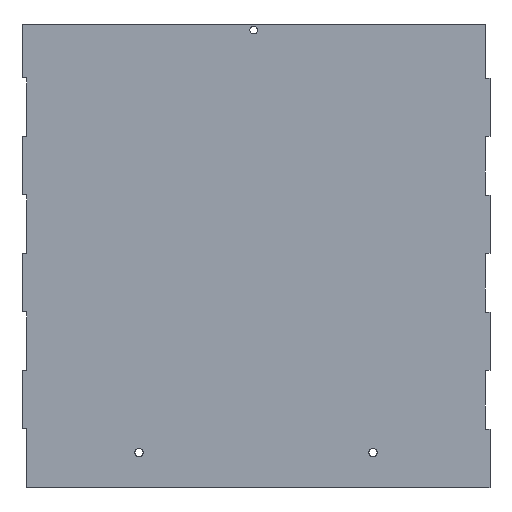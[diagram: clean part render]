
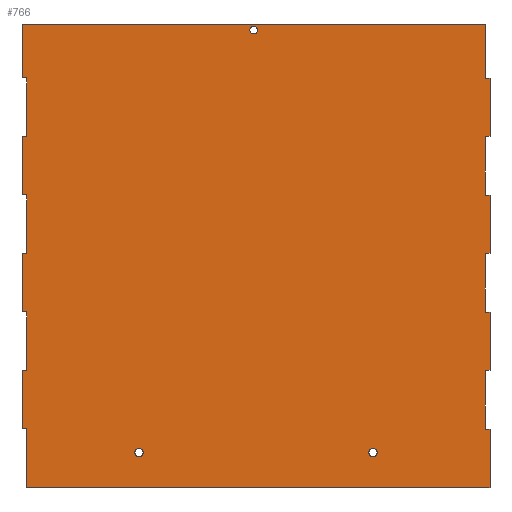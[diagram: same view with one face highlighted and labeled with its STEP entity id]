
A CAD part, top view. The second image highlights one B-rep face of the part: STEP entity #766.
In plain terms, the highlighted planar face has unit normal (0, 0, 1).
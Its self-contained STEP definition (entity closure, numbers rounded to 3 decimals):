
#24=FACE_BOUND('',#110,.T.);
#25=FACE_BOUND('',#111,.T.);
#26=FACE_BOUND('',#112,.T.);
#30=CIRCLE('',#822,1.6);
#31=CIRCLE('',#825,1.75);
#32=CIRCLE('',#827,1.75);
#69=FACE_OUTER_BOUND('',#109,.T.);
#109=EDGE_LOOP('',(#661,#662,#663,#664,#665,#666,#667,#668,#669,#670,#671,
#672,#673,#674,#675,#676,#677,#678,#679,#680,#681,#682,#683,#684,#685,#686,
#687,#688,#689,#690,#691,#692));
#110=EDGE_LOOP('',(#693));
#111=EDGE_LOOP('',(#694));
#112=EDGE_LOOP('',(#695));
#115=LINE('',#1028,#214);
#119=LINE('',#1035,#218);
#122=LINE('',#1041,#221);
#125=LINE('',#1049,#224);
#129=LINE('',#1056,#228);
#132=LINE('',#1062,#231);
#135=LINE('',#1070,#234);
#139=LINE('',#1077,#238);
#142=LINE('',#1083,#241);
#145=LINE('',#1091,#244);
#149=LINE('',#1098,#248);
#152=LINE('',#1104,#251);
#155=LINE('',#1112,#254);
#159=LINE('',#1119,#258);
#162=LINE('',#1125,#261);
#165=LINE('',#1133,#264);
#169=LINE('',#1140,#268);
#172=LINE('',#1146,#271);
#175=LINE('',#1154,#274);
#179=LINE('',#1161,#278);
#182=LINE('',#1169,#281);
#186=LINE('',#1176,#285);
#188=LINE('',#1179,#287);
#190=LINE('',#1182,#289);
#192=LINE('',#1185,#291);
#195=LINE('',#1191,#294);
#197=LINE('',#1194,#296);
#205=LINE('',#1215,#304);
#208=LINE('',#1225,#307);
#209=LINE('',#1227,#308);
#210=LINE('',#1229,#309);
#211=LINE('',#1231,#310);
#214=VECTOR('',#839,10.);
#218=VECTOR('',#845,10.);
#221=VECTOR('',#850,10.);
#224=VECTOR('',#855,10.);
#228=VECTOR('',#861,10.);
#231=VECTOR('',#866,10.);
#234=VECTOR('',#871,10.);
#238=VECTOR('',#877,10.);
#241=VECTOR('',#882,10.);
#244=VECTOR('',#887,10.);
#248=VECTOR('',#893,10.);
#251=VECTOR('',#898,10.);
#254=VECTOR('',#903,10.);
#258=VECTOR('',#909,10.);
#261=VECTOR('',#914,10.);
#264=VECTOR('',#919,10.);
#268=VECTOR('',#925,10.);
#271=VECTOR('',#930,10.);
#274=VECTOR('',#935,10.);
#278=VECTOR('',#941,10.);
#281=VECTOR('',#946,10.);
#285=VECTOR('',#952,10.);
#287=VECTOR('',#956,10.);
#289=VECTOR('',#960,10.);
#291=VECTOR('',#964,10.);
#294=VECTOR('',#969,10.);
#296=VECTOR('',#973,10.);
#304=VECTOR('',#995,10.);
#307=VECTOR('',#1008,10.);
#308=VECTOR('',#1011,10.);
#309=VECTOR('',#1014,10.);
#310=VECTOR('',#1017,10.);
#313=VERTEX_POINT('',#1025);
#314=VERTEX_POINT('',#1027);
#316=VERTEX_POINT('',#1033);
#318=VERTEX_POINT('',#1039);
#321=VERTEX_POINT('',#1046);
#322=VERTEX_POINT('',#1048);
#324=VERTEX_POINT('',#1054);
#326=VERTEX_POINT('',#1060);
#329=VERTEX_POINT('',#1067);
#330=VERTEX_POINT('',#1069);
#332=VERTEX_POINT('',#1075);
#334=VERTEX_POINT('',#1081);
#337=VERTEX_POINT('',#1088);
#338=VERTEX_POINT('',#1090);
#340=VERTEX_POINT('',#1096);
#342=VERTEX_POINT('',#1102);
#345=VERTEX_POINT('',#1109);
#346=VERTEX_POINT('',#1111);
#348=VERTEX_POINT('',#1117);
#350=VERTEX_POINT('',#1123);
#353=VERTEX_POINT('',#1130);
#354=VERTEX_POINT('',#1132);
#356=VERTEX_POINT('',#1138);
#358=VERTEX_POINT('',#1144);
#361=VERTEX_POINT('',#1151);
#362=VERTEX_POINT('',#1153);
#364=VERTEX_POINT('',#1159);
#367=VERTEX_POINT('',#1166);
#368=VERTEX_POINT('',#1168);
#370=VERTEX_POINT('',#1174);
#372=VERTEX_POINT('',#1189);
#377=VERTEX_POINT('',#1209);
#378=VERTEX_POINT('',#1213);
#379=VERTEX_POINT('',#1217);
#380=VERTEX_POINT('',#1221);
#383=EDGE_CURVE('',#314,#313,#115,.T.);
#387=EDGE_CURVE('',#313,#316,#119,.T.);
#390=EDGE_CURVE('',#316,#318,#122,.T.);
#393=EDGE_CURVE('',#322,#321,#125,.T.);
#397=EDGE_CURVE('',#321,#324,#129,.T.);
#400=EDGE_CURVE('',#324,#326,#132,.T.);
#403=EDGE_CURVE('',#330,#329,#135,.T.);
#407=EDGE_CURVE('',#329,#332,#139,.T.);
#410=EDGE_CURVE('',#332,#334,#142,.T.);
#413=EDGE_CURVE('',#338,#337,#145,.T.);
#417=EDGE_CURVE('',#337,#340,#149,.T.);
#420=EDGE_CURVE('',#340,#342,#152,.T.);
#423=EDGE_CURVE('',#346,#345,#155,.T.);
#427=EDGE_CURVE('',#345,#348,#159,.T.);
#430=EDGE_CURVE('',#348,#350,#162,.T.);
#433=EDGE_CURVE('',#354,#353,#165,.T.);
#437=EDGE_CURVE('',#353,#356,#169,.T.);
#440=EDGE_CURVE('',#356,#358,#172,.T.);
#443=EDGE_CURVE('',#362,#361,#175,.T.);
#447=EDGE_CURVE('',#361,#364,#179,.T.);
#450=EDGE_CURVE('',#368,#367,#182,.T.);
#454=EDGE_CURVE('',#367,#370,#186,.T.);
#456=EDGE_CURVE('',#326,#330,#188,.T.);
#458=EDGE_CURVE('',#318,#338,#190,.T.);
#460=EDGE_CURVE('',#334,#362,#192,.T.);
#463=EDGE_CURVE('',#370,#372,#195,.T.);
#465=EDGE_CURVE('',#342,#368,#197,.T.);
#475=EDGE_CURVE('',#377,#377,#30,.T.);
#477=EDGE_CURVE('',#364,#378,#205,.T.);
#478=EDGE_CURVE('',#379,#379,#31,.T.);
#480=EDGE_CURVE('',#380,#380,#32,.T.);
#482=EDGE_CURVE('',#372,#354,#208,.T.);
#483=EDGE_CURVE('',#358,#322,#209,.T.);
#484=EDGE_CURVE('',#378,#346,#210,.T.);
#485=EDGE_CURVE('',#350,#314,#211,.T.);
#661=ORIENTED_EDGE('',*,*,#390,.T.);
#662=ORIENTED_EDGE('',*,*,#458,.T.);
#663=ORIENTED_EDGE('',*,*,#413,.T.);
#664=ORIENTED_EDGE('',*,*,#417,.T.);
#665=ORIENTED_EDGE('',*,*,#420,.T.);
#666=ORIENTED_EDGE('',*,*,#465,.T.);
#667=ORIENTED_EDGE('',*,*,#450,.T.);
#668=ORIENTED_EDGE('',*,*,#454,.T.);
#669=ORIENTED_EDGE('',*,*,#463,.T.);
#670=ORIENTED_EDGE('',*,*,#482,.T.);
#671=ORIENTED_EDGE('',*,*,#433,.T.);
#672=ORIENTED_EDGE('',*,*,#437,.T.);
#673=ORIENTED_EDGE('',*,*,#440,.T.);
#674=ORIENTED_EDGE('',*,*,#483,.T.);
#675=ORIENTED_EDGE('',*,*,#393,.T.);
#676=ORIENTED_EDGE('',*,*,#397,.T.);
#677=ORIENTED_EDGE('',*,*,#400,.T.);
#678=ORIENTED_EDGE('',*,*,#456,.T.);
#679=ORIENTED_EDGE('',*,*,#403,.T.);
#680=ORIENTED_EDGE('',*,*,#407,.T.);
#681=ORIENTED_EDGE('',*,*,#410,.T.);
#682=ORIENTED_EDGE('',*,*,#460,.T.);
#683=ORIENTED_EDGE('',*,*,#443,.T.);
#684=ORIENTED_EDGE('',*,*,#447,.T.);
#685=ORIENTED_EDGE('',*,*,#477,.T.);
#686=ORIENTED_EDGE('',*,*,#484,.T.);
#687=ORIENTED_EDGE('',*,*,#423,.T.);
#688=ORIENTED_EDGE('',*,*,#427,.T.);
#689=ORIENTED_EDGE('',*,*,#430,.T.);
#690=ORIENTED_EDGE('',*,*,#485,.T.);
#691=ORIENTED_EDGE('',*,*,#383,.T.);
#692=ORIENTED_EDGE('',*,*,#387,.T.);
#693=ORIENTED_EDGE('',*,*,#475,.T.);
#694=ORIENTED_EDGE('',*,*,#478,.T.);
#695=ORIENTED_EDGE('',*,*,#480,.T.);
#729=PLANE('',#832);
#766=ADVANCED_FACE('',(#69,#24,#25,#26),#729,.T.);
#822=AXIS2_PLACEMENT_3D('',#1211,#990,#991);
#825=AXIS2_PLACEMENT_3D('',#1218,#998,#999);
#827=AXIS2_PLACEMENT_3D('',#1222,#1003,#1004);
#832=AXIS2_PLACEMENT_3D('',#1232,#1018,#1019);
#839=DIRECTION('',(1.,0.,0.));
#845=DIRECTION('',(0.,-1.,0.));
#850=DIRECTION('',(-1.,0.,0.));
#855=DIRECTION('',(-1.,0.,0.));
#861=DIRECTION('',(0.,1.,0.));
#866=DIRECTION('',(1.,0.,0.));
#871=DIRECTION('',(-1.,0.,0.));
#877=DIRECTION('',(0.,1.,0.));
#882=DIRECTION('',(1.,0.,0.));
#887=DIRECTION('',(1.,0.,0.));
#893=DIRECTION('',(0.,-1.,0.));
#898=DIRECTION('',(-1.,0.,0.));
#903=DIRECTION('',(1.,0.,0.));
#909=DIRECTION('',(0.,-1.,0.));
#914=DIRECTION('',(-1.,0.,0.));
#919=DIRECTION('',(-1.,0.,0.));
#925=DIRECTION('',(0.,1.,0.));
#930=DIRECTION('',(1.,0.,0.));
#935=DIRECTION('',(-1.,0.,0.));
#941=DIRECTION('',(0.,1.,0.));
#946=DIRECTION('',(1.,0.,0.));
#952=DIRECTION('',(0.,-1.,0.));
#956=DIRECTION('',(0.,1.,0.));
#960=DIRECTION('',(0.,-1.,0.));
#964=DIRECTION('',(0.,1.,0.));
#969=DIRECTION('',(1.,0.,0.));
#973=DIRECTION('',(0.,-1.,0.));
#990=DIRECTION('center_axis',(0.,0.,-1.));
#991=DIRECTION('ref_axis',(-1.,0.,0.));
#995=DIRECTION('',(-1.,0.,0.));
#998=DIRECTION('center_axis',(0.,0.,-1.));
#999=DIRECTION('ref_axis',(1.,0.,0.));
#1003=DIRECTION('center_axis',(0.,0.,-1.));
#1004=DIRECTION('ref_axis',(1.,0.,0.));
#1008=DIRECTION('',(0.,1.,0.));
#1011=DIRECTION('',(0.,1.,0.));
#1014=DIRECTION('',(0.,-1.,0.));
#1017=DIRECTION('',(0.,-1.,0.));
#1018=DIRECTION('center_axis',(0.,0.,1.));
#1019=DIRECTION('ref_axis',(1.,0.,0.));
#1025=CARTESIAN_POINT('',(2.1,125.1,0.));
#1027=CARTESIAN_POINT('',(0.,125.1,0.));
#1028=CARTESIAN_POINT('',(51.05,125.1,0.));
#1033=CARTESIAN_POINT('',(2.1,99.9,0.));
#1035=CARTESIAN_POINT('',(2.1,99.95,0.));
#1039=CARTESIAN_POINT('',(0.,99.9,0.));
#1041=CARTESIAN_POINT('',(50.,99.9,0.));
#1046=CARTESIAN_POINT('',(197.9,74.9,0.));
#1048=CARTESIAN_POINT('',(200.,74.9,0.));
#1049=CARTESIAN_POINT('',(148.95,74.9,0.));
#1054=CARTESIAN_POINT('',(197.9,100.1,0.));
#1056=CARTESIAN_POINT('',(197.9,100.05,0.));
#1060=CARTESIAN_POINT('',(200.,100.1,0.));
#1062=CARTESIAN_POINT('',(150.,100.1,0.));
#1067=CARTESIAN_POINT('',(197.9,124.9,0.));
#1069=CARTESIAN_POINT('',(200.,124.9,0.));
#1070=CARTESIAN_POINT('',(148.95,124.9,0.));
#1075=CARTESIAN_POINT('',(197.9,150.1,0.));
#1077=CARTESIAN_POINT('',(197.9,125.05,0.));
#1081=CARTESIAN_POINT('',(200.,150.1,0.));
#1083=CARTESIAN_POINT('',(150.,150.1,0.));
#1088=CARTESIAN_POINT('',(2.1,75.1,0.));
#1090=CARTESIAN_POINT('',(0.,75.1,0.));
#1091=CARTESIAN_POINT('',(51.05,75.1,0.));
#1096=CARTESIAN_POINT('',(2.1,49.9,0.));
#1098=CARTESIAN_POINT('',(2.1,74.95,0.));
#1102=CARTESIAN_POINT('',(0.,49.9,0.));
#1104=CARTESIAN_POINT('',(50.,49.9,0.));
#1109=CARTESIAN_POINT('',(2.1,175.1,0.));
#1111=CARTESIAN_POINT('',(0.,175.1,0.));
#1112=CARTESIAN_POINT('',(51.05,175.1,0.));
#1117=CARTESIAN_POINT('',(2.1,149.9,0.));
#1119=CARTESIAN_POINT('',(2.1,124.95,0.));
#1123=CARTESIAN_POINT('',(0.,149.9,0.));
#1125=CARTESIAN_POINT('',(50.,149.9,0.));
#1130=CARTESIAN_POINT('',(197.9,24.9,0.));
#1132=CARTESIAN_POINT('',(200.,24.9,0.));
#1133=CARTESIAN_POINT('',(148.95,24.9,0.));
#1138=CARTESIAN_POINT('',(197.9,50.1,0.));
#1140=CARTESIAN_POINT('',(197.9,75.05,0.));
#1144=CARTESIAN_POINT('',(200.,50.1,0.));
#1146=CARTESIAN_POINT('',(150.,50.1,0.));
#1151=CARTESIAN_POINT('',(197.9,174.9,0.));
#1153=CARTESIAN_POINT('',(200.,174.9,0.));
#1154=CARTESIAN_POINT('',(148.95,174.9,0.));
#1159=CARTESIAN_POINT('',(197.9,198.,0.));
#1161=CARTESIAN_POINT('',(197.9,149.,0.));
#1166=CARTESIAN_POINT('',(2.1,25.1,0.));
#1168=CARTESIAN_POINT('',(0.,25.1,0.));
#1169=CARTESIAN_POINT('',(51.05,25.1,0.));
#1174=CARTESIAN_POINT('',(2.1,0.,0.));
#1176=CARTESIAN_POINT('',(2.1,50.,0.));
#1179=CARTESIAN_POINT('',(200.,100.,0.));
#1182=CARTESIAN_POINT('',(0.,100.,0.));
#1185=CARTESIAN_POINT('',(200.,150.,0.));
#1189=CARTESIAN_POINT('',(200.,0.,0.));
#1191=CARTESIAN_POINT('',(0.,0.,0.));
#1194=CARTESIAN_POINT('',(0.,50.,0.));
#1209=CARTESIAN_POINT('',(100.6,195.5,0.));
#1211=CARTESIAN_POINT('Origin',(99.,195.5,0.));
#1213=CARTESIAN_POINT('',(0.,198.,0.));
#1215=CARTESIAN_POINT('',(50.,198.,0.));
#1217=CARTESIAN_POINT('',(148.25,15.,0.));
#1218=CARTESIAN_POINT('Origin',(150.,15.,0.));
#1221=CARTESIAN_POINT('',(48.25,15.,0.));
#1222=CARTESIAN_POINT('Origin',(50.,15.,0.));
#1225=CARTESIAN_POINT('',(200.,0.,0.));
#1227=CARTESIAN_POINT('',(200.,50.,0.));
#1229=CARTESIAN_POINT('',(0.,200.,0.));
#1231=CARTESIAN_POINT('',(0.,150.,0.));
#1232=CARTESIAN_POINT('Origin',(100.,100.,0.));
